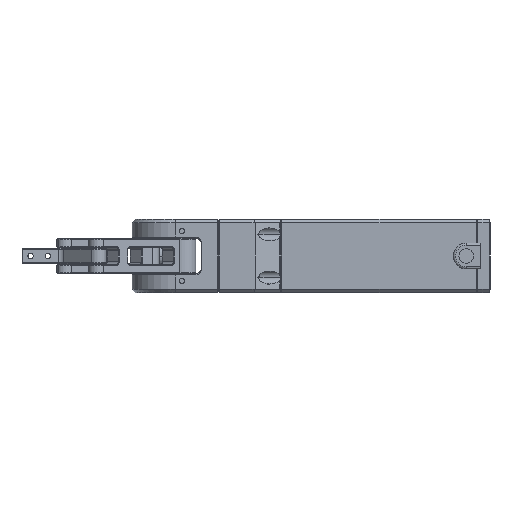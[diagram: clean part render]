
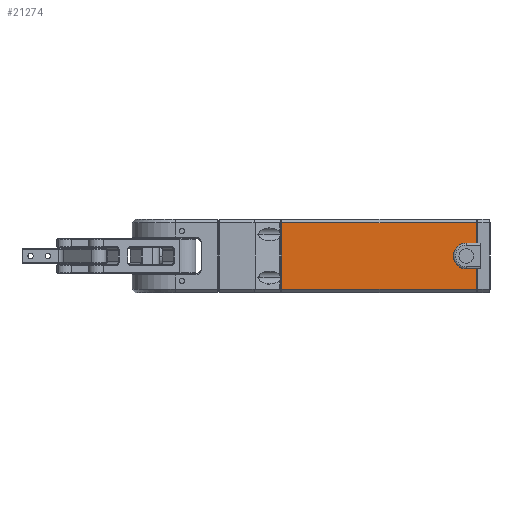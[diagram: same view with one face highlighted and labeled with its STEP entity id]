
A CAD part, left-side view. The second image highlights one B-rep face of the part: STEP entity #21274.
In plain terms, the highlighted face is planar.
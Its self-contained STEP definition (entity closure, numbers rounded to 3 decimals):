
#179 = VECTOR ( 'NONE', #30325, 1000. ) ;
#1581 = CIRCLE ( 'NONE', #10429, 4.3 ) ;
#2244 = LINE ( 'NONE', #8519, #24286 ) ;
#2652 = CARTESIAN_POINT ( 'NONE',  ( 25., 45.5, 15.5 ) ) ;
#3173 = ORIENTED_EDGE ( 'NONE', *, *, #38996, .T. ) ;
#3389 = LINE ( 'NONE', #17041, #179 ) ;
#4092 = CARTESIAN_POINT ( 'NONE',  ( 25., 45.2, 15.5 ) ) ;
#4935 = VERTEX_POINT ( 'NONE', #32374 ) ;
#4961 = EDGE_CURVE ( 'NONE', #8317, #9113, #1581, .T. ) ;
#5409 = VECTOR ( 'NONE', #40456, 1000. ) ;
#6169 = DIRECTION ( 'NONE',  ( 0., 0., 1. ) ) ;
#7321 = CARTESIAN_POINT ( 'NONE',  ( 25., -45.2, -17. ) ) ;
#7389 = VERTEX_POINT ( 'NONE', #7808 ) ;
#7547 = DIRECTION ( 'NONE',  ( 0., -1., 0. ) ) ;
#7808 = CARTESIAN_POINT ( 'NONE',  ( 25., -45.2, -4.3 ) ) ;
#7908 = EDGE_LOOP ( 'NONE', ( #29266, #35305, #30801, #24840, #3173, #22305, #24141, #29227 ) ) ;
#8171 = EDGE_CURVE ( 'NONE', #43228, #30127, #12665, .T. ) ;
#8317 = VERTEX_POINT ( 'NONE', #15527 ) ;
#8519 = CARTESIAN_POINT ( 'NONE',  ( 25., 45.2, 15.5 ) ) ;
#9113 = VERTEX_POINT ( 'NONE', #12513 ) ;
#9595 = PLANE ( 'NONE',  #30206 ) ;
#9782 = EDGE_CURVE ( 'NONE', #27581, #10322, #2244, .T. ) ;
#10322 = VERTEX_POINT ( 'NONE', #4092 ) ;
#10429 = AXIS2_PLACEMENT_3D ( 'NONE', #17711, #18333, #36469 ) ;
#12513 = CARTESIAN_POINT ( 'NONE',  ( 25., -40.5, -4.3 ) ) ;
#12665 = LINE ( 'NONE', #7321, #42310 ) ;
#13091 = CARTESIAN_POINT ( 'NONE',  ( 25., 45.5, 4.3 ) ) ;
#13842 = LINE ( 'NONE', #27236, #5409 ) ;
#14049 = EDGE_CURVE ( 'NONE', #7389, #4935, #13842, .T. ) ;
#15527 = CARTESIAN_POINT ( 'NONE',  ( 25., -40.5, 4.3 ) ) ;
#16265 = DIRECTION ( 'NONE',  ( 0., -1., 0. ) ) ;
#16270 = EDGE_CURVE ( 'NONE', #10322, #43228, #32844, .T. ) ;
#17041 = CARTESIAN_POINT ( 'NONE',  ( 25., 45.5, -15.5 ) ) ;
#17711 = CARTESIAN_POINT ( 'NONE',  ( 25., -40.5, 0. ) ) ;
#18333 = DIRECTION ( 'NONE',  ( -1., 0., 0. ) ) ;
#21274 = ADVANCED_FACE ( 'NONE', ( #39547 ), #9595, .F. ) ;
#22305 = ORIENTED_EDGE ( 'NONE', *, *, #4961, .T. ) ;
#23098 = CARTESIAN_POINT ( 'NONE',  ( 25., 45.5, -17. ) ) ;
#23277 = VECTOR ( 'NONE', #16265, 1000. ) ;
#24141 = ORIENTED_EDGE ( 'NONE', *, *, #29728, .T. ) ;
#24286 = VECTOR ( 'NONE', #32028, 1000. ) ;
#24390 = LINE ( 'NONE', #37592, #37474 ) ;
#24840 = ORIENTED_EDGE ( 'NONE', *, *, #8171, .T. ) ;
#26291 = DIRECTION ( 'NONE',  ( 0., 0., -1. ) ) ;
#26509 = DIRECTION ( 'NONE',  ( 0., 1., 0. ) ) ;
#27236 = CARTESIAN_POINT ( 'NONE',  ( 25., -45.2, -17. ) ) ;
#27581 = VERTEX_POINT ( 'NONE', #31645 ) ;
#28920 = VECTOR ( 'NONE', #26509, 1000. ) ;
#29227 = ORIENTED_EDGE ( 'NONE', *, *, #14049, .T. ) ;
#29266 = ORIENTED_EDGE ( 'NONE', *, *, #38536, .T. ) ;
#29728 = EDGE_CURVE ( 'NONE', #9113, #7389, #24390, .T. ) ;
#30127 = VERTEX_POINT ( 'NONE', #43282 ) ;
#30206 = AXIS2_PLACEMENT_3D ( 'NONE', #23098, #36265, #6169 ) ;
#30325 = DIRECTION ( 'NONE',  ( 0., 1., 0. ) ) ;
#30801 = ORIENTED_EDGE ( 'NONE', *, *, #16270, .T. ) ;
#31645 = CARTESIAN_POINT ( 'NONE',  ( 25., 45.2, -15.5 ) ) ;
#32028 = DIRECTION ( 'NONE',  ( 0., 0., 1. ) ) ;
#32220 = CARTESIAN_POINT ( 'NONE',  ( 25., -45.2, 15.5 ) ) ;
#32374 = CARTESIAN_POINT ( 'NONE',  ( 25., -45.2, -15.5 ) ) ;
#32844 = LINE ( 'NONE', #2652, #23277 ) ;
#35305 = ORIENTED_EDGE ( 'NONE', *, *, #9782, .T. ) ;
#36265 = DIRECTION ( 'NONE',  ( -1., 0., 0. ) ) ;
#36469 = DIRECTION ( 'NONE',  ( 0., 0., 1. ) ) ;
#37474 = VECTOR ( 'NONE', #7547, 1000. ) ;
#37592 = CARTESIAN_POINT ( 'NONE',  ( 25., 45.5, -4.3 ) ) ;
#38536 = EDGE_CURVE ( 'NONE', #4935, #27581, #3389, .T. ) ;
#38996 = EDGE_CURVE ( 'NONE', #30127, #8317, #43014, .T. ) ;
#39547 = FACE_OUTER_BOUND ( 'NONE', #7908, .T. ) ;
#40456 = DIRECTION ( 'NONE',  ( 0., 0., -1. ) ) ;
#42310 = VECTOR ( 'NONE', #26291, 1000. ) ;
#43014 = LINE ( 'NONE', #13091, #28920 ) ;
#43228 = VERTEX_POINT ( 'NONE', #32220 ) ;
#43282 = CARTESIAN_POINT ( 'NONE',  ( 25., -45.2, 4.3 ) ) ;
